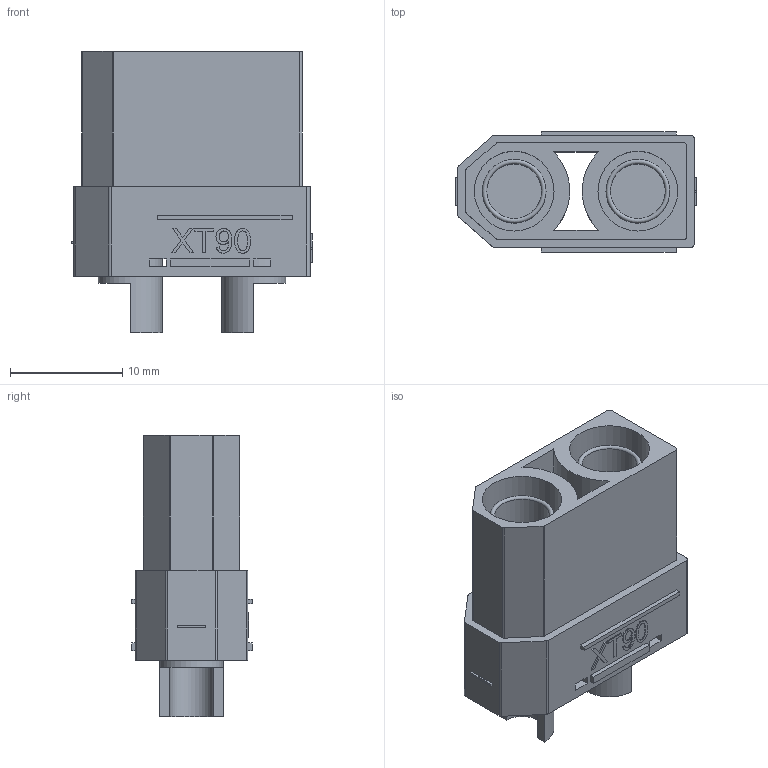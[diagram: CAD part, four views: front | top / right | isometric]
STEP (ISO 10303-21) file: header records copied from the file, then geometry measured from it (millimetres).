
FILE_DESCRIPTION(('FreeCAD Model'),'2;1');
FILE_NAME('Open CASCADE Shape Model','2021-09-15T17:33:17',(''),(''), 'Open CASCADE STEP processor 7.3','FreeCAD','Unknown');
FILE_SCHEMA(('AUTOMOTIVE_DESIGN { 1 0 10303 214 1 1 1 1 }'));
Length unit declared in the file: millimetre
Products named in the file (2): XT90_Connector_v5; XT90_Female
Assembly tree (1 placements, depth 2):
  XT90_Connector_v5
    XT90_Female
Bounding box: 21.4 x 10.7 x 25 mm (x, y, z)
Volume: 2030.3 mm3; surface area: 4272.7 mm2
Topology: 3 solids, 3 shells, 530 faces, 4386 edges, 12644 vertices
Faces by surface type: bspline 279, plane 223, cylinder 26, torus 2
Full cylindrical faces by diameter (mm): 3.87 x2, 4.87 x2, 5.67 x4, 7.1 x2, 8.5 x2
Entity records: 59881 total; most frequent: CARTESIAN_POINT 26797, DIRECTION 3452, GEOMETRIC_CURVE_SET 2925, ORIENTED_EDGE 2924, TRIMMED_CURVE 2924, LINE 2478, VECTOR 2478, B_SPLINE_CURVE_WITH_KNOTS 1674
